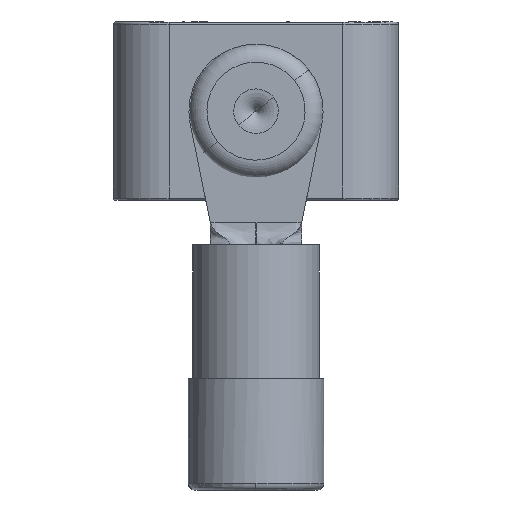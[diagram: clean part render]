
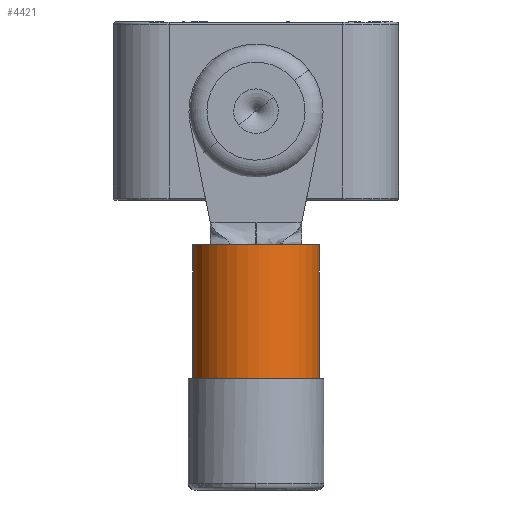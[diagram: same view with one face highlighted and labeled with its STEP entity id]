
A CAD part, front view. The second image highlights one B-rep face of the part: STEP entity #4421.
In plain terms, the highlighted cylindrical face has radius 2.85 mm (diameter 5.7 mm), a partial arc.
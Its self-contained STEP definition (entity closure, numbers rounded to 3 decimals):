
#167 = CARTESIAN_POINT ( 'NONE',  ( -4.261, -9.655, 14.127 ) ) ;
#1049 = EDGE_CURVE ( 'NONE', #7490, #8729, #9375, .T. ) ;
#2603 = VECTOR ( 'NONE', #3962, 1000. ) ;
#3513 = CIRCLE ( 'NONE', #10581, 2.85 ) ;
#3892 = CARTESIAN_POINT ( 'NONE',  ( -1.478, -3.655, 13.513 ) ) ;
#3962 = DIRECTION ( 'NONE',  ( 0., 1., 0. ) ) ;
#4048 = CYLINDRICAL_SURFACE ( 'NONE', #8974, 2.85 ) ;
#4079 = DIRECTION ( 'NONE',  ( 0., 1., 0. ) ) ;
#4113 = FACE_OUTER_BOUND ( 'NONE', #5785, .T. ) ;
#4421 = ADVANCED_FACE ( 'NONE', ( #4113 ), #4048, .T. ) ;
#4559 = DIRECTION ( 'NONE',  ( -0.977, 0., 0.215 ) ) ;
#4862 = ORIENTED_EDGE ( 'NONE', *, *, #8236, .T. ) ;
#5117 = VECTOR ( 'NONE', #4079, 1000. ) ;
#5785 = EDGE_LOOP ( 'NONE', ( #12810, #8021, #4862, #11313 ) ) ;
#5912 = DIRECTION ( 'NONE',  ( -0.977, 0., 0.215 ) ) ;
#6044 = CIRCLE ( 'NONE', #7893, 2.85 ) ;
#6133 = CARTESIAN_POINT ( 'NONE',  ( -7.044, -3.655, 14.741 ) ) ;
#7395 = CARTESIAN_POINT ( 'NONE',  ( -4.261, -3.655, 14.127 ) ) ;
#7482 = EDGE_CURVE ( 'NONE', #13252, #13001, #13799, .T. ) ;
#7490 = VERTEX_POINT ( 'NONE', #11599 ) ;
#7703 = DIRECTION ( 'NONE',  ( 0., 1., 0. ) ) ;
#7893 = AXIS2_PLACEMENT_3D ( 'NONE', #167, #7703, #4559 ) ;
#7929 = CARTESIAN_POINT ( 'NONE',  ( -1.478, -9.655, 13.513 ) ) ;
#8006 = DIRECTION ( 'NONE',  ( 0., -1., 0. ) ) ;
#8021 = ORIENTED_EDGE ( 'NONE', *, *, #7482, .T. ) ;
#8236 = EDGE_CURVE ( 'NONE', #13001, #8729, #3513, .T. ) ;
#8472 = DIRECTION ( 'NONE',  ( 0., 1., 0. ) ) ;
#8729 = VERTEX_POINT ( 'NONE', #10663 ) ;
#8974 = AXIS2_PLACEMENT_3D ( 'NONE', #9403, #8472, #10466 ) ;
#9375 = LINE ( 'NONE', #6133, #5117 ) ;
#9403 = CARTESIAN_POINT ( 'NONE',  ( -4.261, -3.655, 14.127 ) ) ;
#9436 = EDGE_CURVE ( 'NONE', #7490, #13252, #6044, .T. ) ;
#10466 = DIRECTION ( 'NONE',  ( -0.977, 0., 0.215 ) ) ;
#10581 = AXIS2_PLACEMENT_3D ( 'NONE', #7395, #8006, #5912 ) ;
#10663 = CARTESIAN_POINT ( 'NONE',  ( -7.044, -3.655, 14.741 ) ) ;
#11313 = ORIENTED_EDGE ( 'NONE', *, *, #1049, .F. ) ;
#11599 = CARTESIAN_POINT ( 'NONE',  ( -7.044, -9.655, 14.741 ) ) ;
#12810 = ORIENTED_EDGE ( 'NONE', *, *, #9436, .T. ) ;
#13001 = VERTEX_POINT ( 'NONE', #13823 ) ;
#13252 = VERTEX_POINT ( 'NONE', #7929 ) ;
#13799 = LINE ( 'NONE', #3892, #2603 ) ;
#13823 = CARTESIAN_POINT ( 'NONE',  ( -1.478, -3.655, 13.513 ) ) ;
